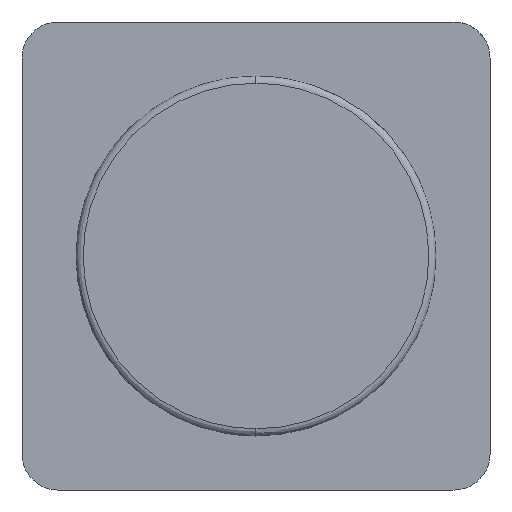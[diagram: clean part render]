
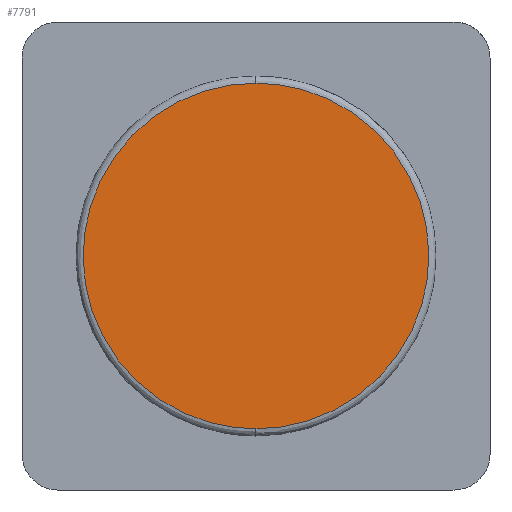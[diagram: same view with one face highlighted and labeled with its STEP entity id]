
A CAD part, front view. The second image highlights one B-rep face of the part: STEP entity #7791.
In plain terms, the highlighted free-form (B-spline) face has degree [1, 1] with [2, 2] control points.
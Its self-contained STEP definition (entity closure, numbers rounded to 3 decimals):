
#115 = VERTEX_POINT('',#116);
#116 = CARTESIAN_POINT('',(0.,0.,71.675));
#122 = EDGE_CURVE('',#123,#115,#125,.T.);
#123 = VERTEX_POINT('',#124);
#124 = CARTESIAN_POINT('',(0.,0.,-71.675));
#125 = ( BOUNDED_CURVE() B_SPLINE_CURVE(2,(#126,#127,#128,#129,#130),
.UNSPECIFIED.,.F.,.F.) B_SPLINE_CURVE_WITH_KNOTS((3,2,3),(0.,
1.571,3.142),.PIECEWISE_BEZIER_KNOTS.) CURVE() 
GEOMETRIC_REPRESENTATION_ITEM() RATIONAL_B_SPLINE_CURVE((1.,
0.707,1.,0.707,1.)) REPRESENTATION_ITEM('') );
#126 = CARTESIAN_POINT('',(0.,0.,-71.675));
#127 = CARTESIAN_POINT('',(71.675,0.,-71.675));
#128 = CARTESIAN_POINT('',(71.675,0.,0.));
#129 = CARTESIAN_POINT('',(71.675,0.,71.675));
#130 = CARTESIAN_POINT('',(0.,0.,71.675));
#7655 = EDGE_CURVE('',#115,#123,#7656,.T.);
#7656 = ( BOUNDED_CURVE() B_SPLINE_CURVE(2,(#7657,#7658,#7659,#7660,
#7661),.UNSPECIFIED.,.F.,.F.) B_SPLINE_CURVE_WITH_KNOTS((3,2,3),(
    3.142,4.712,6.283),
.PIECEWISE_BEZIER_KNOTS.) CURVE() GEOMETRIC_REPRESENTATION_ITEM() 
RATIONAL_B_SPLINE_CURVE((1.,0.707,1.,0.707,1.)) 
REPRESENTATION_ITEM('') );
#7657 = CARTESIAN_POINT('',(0.,0.,71.675));
#7658 = CARTESIAN_POINT('',(-71.675,0.,71.675));
#7659 = CARTESIAN_POINT('',(-71.675,0.,0.));
#7660 = CARTESIAN_POINT('',(-71.675,0.,-71.675));
#7661 = CARTESIAN_POINT('',(0.,0.,-71.675));
#7791 = ADVANCED_FACE('',(#7792),#7796,.T.);
#7792 = FACE_BOUND('',#7793,.T.);
#7793 = EDGE_LOOP('',(#7794,#7795));
#7794 = ORIENTED_EDGE('',*,*,#122,.T.);
#7795 = ORIENTED_EDGE('',*,*,#7655,.T.);
#7796 = B_SPLINE_SURFACE_WITH_KNOTS('',1,1,(
    (#7797,#7798)
    ,(#7799,#7800
    )),.UNSPECIFIED.,.F.,.F.,.F.,(2,2),(2,2),(-48.,48.),(-48.,48.),
  .PIECEWISE_BEZIER_KNOTS.);
#7797 = CARTESIAN_POINT('',(-71.675,0.,71.675));
#7798 = CARTESIAN_POINT('',(71.675,0.,71.675));
#7799 = CARTESIAN_POINT('',(-71.675,0.,-71.675));
#7800 = CARTESIAN_POINT('',(71.675,0.,-71.675));
